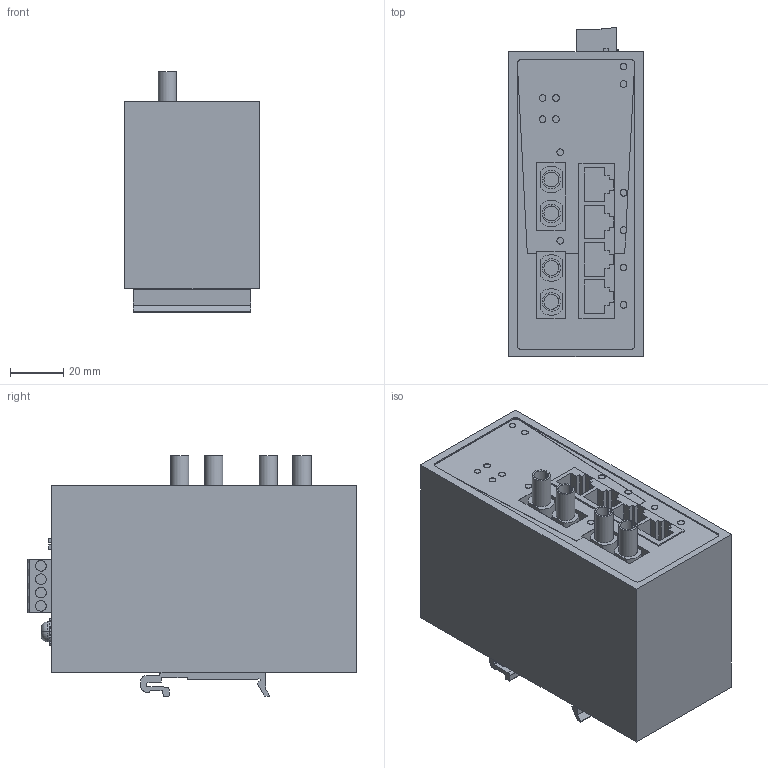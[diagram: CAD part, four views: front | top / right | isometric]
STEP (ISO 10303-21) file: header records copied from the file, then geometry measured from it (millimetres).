
FILE_DESCRIPTION(('CATIA V5 STEP Exchange','CAx-IF Rec.Pracs.--- Model Styling and Organization---1.4--- 2014-01-23'),'2;1');
FILE_NAME ('8903076_6_1504230000_S3D_IE_SW_BL06_BL06T_4POE_2ST.stp','2019-11-21T13:25:40+00:00',('none'),('Weidmueller'),'CATIA Version 5-6 Release 2016 SP3 HF44','CATIA V5 STEP AP214','none');
FILE_SCHEMA(('AUTOMOTIVE_DESIGN { 1 0 10303 214 1 1 1 1 }'));
Length unit declared in the file: millimetre
Products named in the file (1): 1504230000
Bounding box: 50.3 x 123.05 x 90.01 mm (x, y, z)
Volume: 402409.2 mm3; surface area: 60234.6 mm2
Topology: 27 solids, 27 shells, 531 faces, 1308 edges, 872 vertices
Faces by surface type: plane 352, cylinder 172, extrusion 5, torus 2
Entity records: 16302 total; most frequent: CARTESIAN_POINT 3595, ORIENTED_EDGE 2616, DIRECTION 2099, EDGE_CURVE 1308, VECTOR 937, LINE 932, VERTEX_POINT 872, AXIS2_PLACEMENT_3D 721
